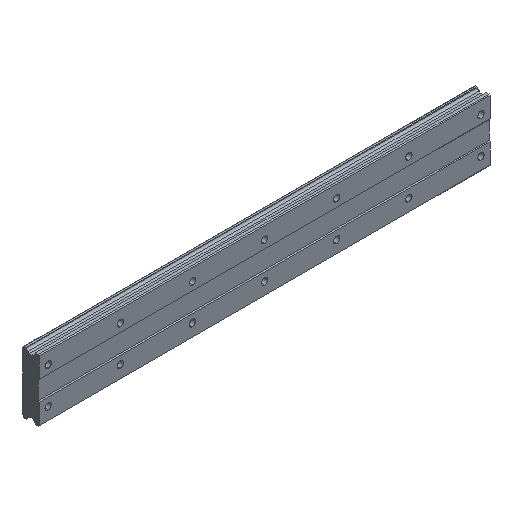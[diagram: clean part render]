
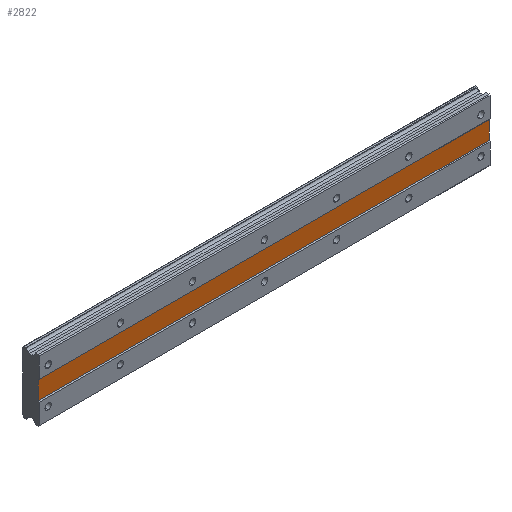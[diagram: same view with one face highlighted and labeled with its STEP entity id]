
A CAD part, isometric view. The second image highlights one B-rep face of the part: STEP entity #2822.
In plain terms, the highlighted planar face has unit normal (0, -1, 0).
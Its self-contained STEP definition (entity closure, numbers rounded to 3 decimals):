
#6 = LINE ( 'NONE', #2508, #379 ) ;
#19 = ORIENTED_EDGE ( 'NONE', *, *, #1387, .T. ) ;
#154 = DIRECTION ( 'NONE',  ( 0., 0., -1. ) ) ;
#189 = EDGE_CURVE ( 'NONE', #1505, #1523, #1590, .T. ) ;
#221 = VERTEX_POINT ( 'NONE', #848 ) ;
#264 = LINE ( 'NONE', #2248, #1260 ) ;
#331 = ORIENTED_EDGE ( 'NONE', *, *, #1499, .F. ) ;
#379 = VECTOR ( 'NONE', #487, 1000. ) ;
#487 = DIRECTION ( 'NONE',  ( 0., 0., -1. ) ) ;
#598 = AXIS2_PLACEMENT_3D ( 'NONE', #909, #2696, #1908 ) ;
#631 = LINE ( 'NONE', #1405, #1471 ) ;
#723 = CARTESIAN_POINT ( 'NONE',  ( 490., 1., -10. ) ) ;
#759 = CARTESIAN_POINT ( 'NONE',  ( 490., 1., -10. ) ) ;
#848 = CARTESIAN_POINT ( 'NONE',  ( -10., 1., 10. ) ) ;
#898 = CARTESIAN_POINT ( 'NONE',  ( 490., 1., 10. ) ) ;
#909 = CARTESIAN_POINT ( 'NONE',  ( 490., 1., 10. ) ) ;
#1260 = VECTOR ( 'NONE', #2988, 1000. ) ;
#1387 = EDGE_CURVE ( 'NONE', #221, #1505, #631, .T. ) ;
#1405 = CARTESIAN_POINT ( 'NONE',  ( -10., 1., 34.482 ) ) ;
#1436 = PLANE ( 'NONE',  #598 ) ;
#1471 = VECTOR ( 'NONE', #154, 1000. ) ;
#1499 = EDGE_CURVE ( 'NONE', #2460, #1523, #6, .T. ) ;
#1505 = VERTEX_POINT ( 'NONE', #3222 ) ;
#1523 = VERTEX_POINT ( 'NONE', #723 ) ;
#1584 = EDGE_CURVE ( 'NONE', #221, #2460, #264, .T. ) ;
#1590 = LINE ( 'NONE', #759, #2502 ) ;
#1689 = FACE_OUTER_BOUND ( 'NONE', #3097, .T. ) ;
#1808 = DIRECTION ( 'NONE',  ( 1., 0., 0. ) ) ;
#1810 = ORIENTED_EDGE ( 'NONE', *, *, #189, .T. ) ;
#1908 = DIRECTION ( 'NONE',  ( 0., 0., 1. ) ) ;
#2248 = CARTESIAN_POINT ( 'NONE',  ( 490., 1., 10. ) ) ;
#2365 = ORIENTED_EDGE ( 'NONE', *, *, #1584, .F. ) ;
#2460 = VERTEX_POINT ( 'NONE', #898 ) ;
#2502 = VECTOR ( 'NONE', #1808, 1000. ) ;
#2508 = CARTESIAN_POINT ( 'NONE',  ( 490., 1., 34.482 ) ) ;
#2696 = DIRECTION ( 'NONE',  ( 0., 1., 0. ) ) ;
#2822 = ADVANCED_FACE ( 'NONE', ( #1689 ), #1436, .F. ) ;
#2988 = DIRECTION ( 'NONE',  ( 1., 0., 0. ) ) ;
#3097 = EDGE_LOOP ( 'NONE', ( #1810, #331, #2365, #19 ) ) ;
#3222 = CARTESIAN_POINT ( 'NONE',  ( -10., 1., -10. ) ) ;
